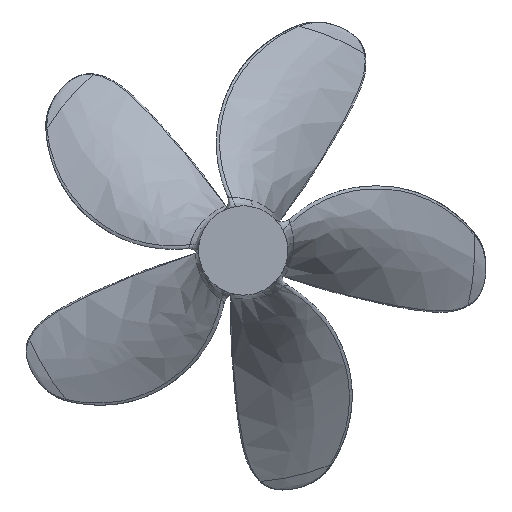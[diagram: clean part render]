
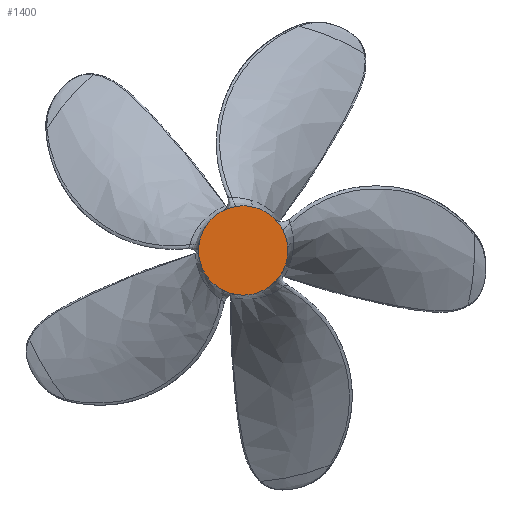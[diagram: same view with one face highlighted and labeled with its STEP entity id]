
A CAD part, top view. The second image highlights one B-rep face of the part: STEP entity #1400.
In plain terms, the highlighted free-form (B-spline) face has degree [1, 1] with [2, 2] control points.
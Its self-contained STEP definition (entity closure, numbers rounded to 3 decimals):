
#21 = EDGE_CURVE('',#22,#24,#26,.T.);
#22 = VERTEX_POINT('',#23);
#23 = CARTESIAN_POINT('',(17.194,52.917,76.724
    ));
#24 = VERTEX_POINT('',#25);
#25 = CARTESIAN_POINT('',(-45.014,32.705,
    76.724));
#26 = ( BOUNDED_CURVE() B_SPLINE_CURVE(2,(#27,#28,#29,#30,#31),
.UNSPECIFIED.,.F.,.F.) B_SPLINE_CURVE_WITH_KNOTS((3,2,3),(0.197
,0.25,0.399),.UNSPECIFIED.) CURVE() GEOMETRIC_REPRESENTATION_ITEM(
) RATIONAL_B_SPLINE_CURVE((0.903,0.938,1.,0.826
,0.859)) REPRESENTATION_ITEM('') );
#27 = CARTESIAN_POINT('',(17.194,52.917,76.724
    ));
#28 = CARTESIAN_POINT('',(8.813,55.64,76.724
    ));
#29 = CARTESIAN_POINT('',(0.,55.64,76.724));
#30 = CARTESIAN_POINT('',(-28.35,55.64,
    76.724));
#31 = CARTESIAN_POINT('',(-45.014,32.705,
    76.724));
#724 = EDGE_CURVE('',#725,#22,#727,.T.);
#725 = VERTEX_POINT('',#726);
#726 = CARTESIAN_POINT('',(55.64,0.,76.724));
#727 = ( BOUNDED_CURVE() B_SPLINE_CURVE(2,(#728,#729,#730),
.UNSPECIFIED.,.F.,.F.) B_SPLINE_CURVE_WITH_KNOTS((3,3),(0.,
0.197),.PIECEWISE_BEZIER_KNOTS.) CURVE() 
GEOMETRIC_REPRESENTATION_ITEM() RATIONAL_B_SPLINE_CURVE((1.,
0.769,0.903)) REPRESENTATION_ITEM('') );
#728 = CARTESIAN_POINT('',(55.64,0.,76.724));
#729 = CARTESIAN_POINT('',(55.64,40.425,
    76.724));
#730 = CARTESIAN_POINT('',(17.194,52.917,
    76.724));
#1400 = ADVANCED_FACE('',(#1401),#1431,.F.);
#1401 = FACE_BOUND('',#1402,.F.);
#1402 = EDGE_LOOP('',(#1403,#1404,#1412,#1422,#1430));
#1403 = ORIENTED_EDGE('',*,*,#724,.F.);
#1404 = ORIENTED_EDGE('',*,*,#1405,.F.);
#1405 = EDGE_CURVE('',#1406,#725,#1408,.T.);
#1406 = VERTEX_POINT('',#1407);
#1407 = CARTESIAN_POINT('',(17.194,-52.917,
    76.724));
#1408 = ( BOUNDED_CURVE() B_SPLINE_CURVE(2,(#1409,#1410,#1411),
.UNSPECIFIED.,.F.,.F.) B_SPLINE_CURVE_WITH_KNOTS((3,3),(0.803,
1.),.PIECEWISE_BEZIER_KNOTS.) CURVE() GEOMETRIC_REPRESENTATION_ITEM() 
RATIONAL_B_SPLINE_CURVE((0.903,0.769,1.)) 
REPRESENTATION_ITEM('') );
#1409 = CARTESIAN_POINT('',(17.194,-52.917,
    76.724));
#1410 = CARTESIAN_POINT('',(55.64,-40.425,
    76.724));
#1411 = CARTESIAN_POINT('',(55.64,0.,76.724));
#1412 = ORIENTED_EDGE('',*,*,#1413,.F.);
#1413 = EDGE_CURVE('',#1414,#1406,#1416,.T.);
#1414 = VERTEX_POINT('',#1415);
#1415 = CARTESIAN_POINT('',(-45.014,-32.705,
    76.724));
#1416 = ( BOUNDED_CURVE() B_SPLINE_CURVE(2,(#1417,#1418,#1419,#1420,
#1421),.UNSPECIFIED.,.F.,.F.) B_SPLINE_CURVE_WITH_KNOTS((3,2,3),(
0.601,0.75,0.803),.UNSPECIFIED.) CURVE() 
GEOMETRIC_REPRESENTATION_ITEM() RATIONAL_B_SPLINE_CURVE((0.859,
0.826,1.,0.938,0.903)) REPRESENTATION_ITEM('') 
  );
#1417 = CARTESIAN_POINT('',(-45.014,-32.705,
    76.724));
#1418 = CARTESIAN_POINT('',(-28.35,-55.64,
    76.724));
#1419 = CARTESIAN_POINT('',(0.,-55.64,76.724));
#1420 = CARTESIAN_POINT('',(8.813,-55.64,
    76.724));
#1421 = CARTESIAN_POINT('',(17.194,-52.917,
    76.724));
#1422 = ORIENTED_EDGE('',*,*,#1423,.F.);
#1423 = EDGE_CURVE('',#24,#1414,#1424,.T.);
#1424 = ( BOUNDED_CURVE() B_SPLINE_CURVE(2,(#1425,#1426,#1427,#1428,
#1429),.UNSPECIFIED.,.F.,.F.) B_SPLINE_CURVE_WITH_KNOTS((3,2,3),(
0.399,0.5,0.601),.PIECEWISE_BEZIER_KNOTS.) CURVE() 
GEOMETRIC_REPRESENTATION_ITEM() RATIONAL_B_SPLINE_CURVE((0.859,
    0.881,1.,0.881,0.859)) 
REPRESENTATION_ITEM('') );
#1425 = CARTESIAN_POINT('',(-45.014,32.705,
    76.724));
#1426 = CARTESIAN_POINT('',(-55.64,18.079,
    76.724));
#1427 = CARTESIAN_POINT('',(-55.64,0.,76.724));
#1428 = CARTESIAN_POINT('',(-55.64,-18.079,
    76.724));
#1429 = CARTESIAN_POINT('',(-45.014,-32.705,
    76.724));
#1430 = ORIENTED_EDGE('',*,*,#21,.F.);
#1431 = B_SPLINE_SURFACE_WITH_KNOTS('',1,1,(
    (#1432,#1433)
    ,(#1434,#1435
    )),.UNSPECIFIED.,.F.,.F.,.F.,(2,2),(2,2),(30.56,
    140.56),(30.56,140.56),
  .PIECEWISE_BEZIER_KNOTS.);
#1432 = CARTESIAN_POINT('',(55.64,-55.64,
    76.724));
#1433 = CARTESIAN_POINT('',(55.64,55.64,
    76.724));
#1434 = CARTESIAN_POINT('',(-55.64,-55.64,
    76.724));
#1435 = CARTESIAN_POINT('',(-55.64,55.64,
    76.724));
